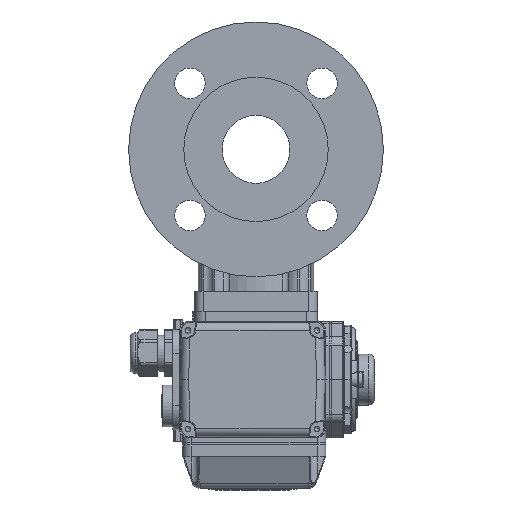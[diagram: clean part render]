
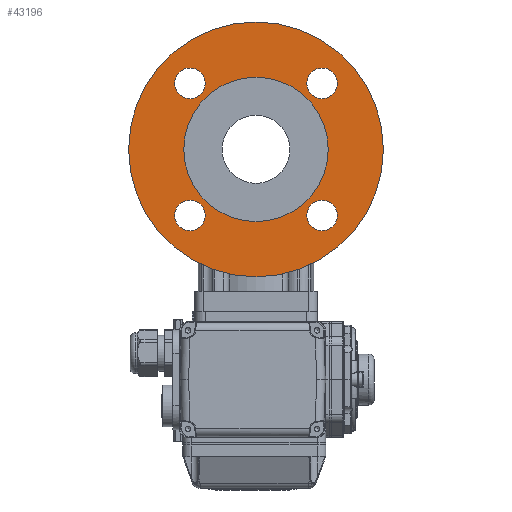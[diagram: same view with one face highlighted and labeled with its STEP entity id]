
A CAD part, front view. The second image highlights one B-rep face of the part: STEP entity #43196.
In plain terms, the highlighted planar face has unit normal (0, -1, 0).
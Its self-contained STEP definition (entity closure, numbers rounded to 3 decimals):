
#9289=CIRCLE('',#50042,75.);
#9306=CIRCLE('',#50061,42.5);
#9308=CIRCLE('',#50064,9.);
#9309=CIRCLE('',#50065,9.);
#9310=CIRCLE('',#50066,9.);
#9311=CIRCLE('',#50067,9.);
#10427=PLANE('',#50063);
#21812=ORIENTED_EDGE('',*,*,#28672,.F.);
#21813=ORIENTED_EDGE('',*,*,#28673,.F.);
#21814=ORIENTED_EDGE('',*,*,#28674,.F.);
#21815=ORIENTED_EDGE('',*,*,#28675,.F.);
#21816=ORIENTED_EDGE('',*,*,#28649,.T.);
#21817=ORIENTED_EDGE('',*,*,#28670,.T.);
#28649=EDGE_CURVE('',#32909,#32909,#9289,.T.);
#28670=EDGE_CURVE('',#32930,#32930,#9306,.T.);
#28672=EDGE_CURVE('',#32932,#32932,#9308,.T.);
#28673=EDGE_CURVE('',#32933,#32933,#9309,.T.);
#28674=EDGE_CURVE('',#32934,#32934,#9310,.T.);
#28675=EDGE_CURVE('',#32935,#32935,#9311,.T.);
#32909=VERTEX_POINT('',#85136);
#32930=VERTEX_POINT('',#85180);
#32932=VERTEX_POINT('',#85185);
#32933=VERTEX_POINT('',#85187);
#32934=VERTEX_POINT('',#85189);
#32935=VERTEX_POINT('',#85191);
#36552=EDGE_LOOP('',(#21812));
#36553=EDGE_LOOP('',(#21813));
#36554=EDGE_LOOP('',(#21814));
#36555=EDGE_LOOP('',(#21815));
#36556=EDGE_LOOP('',(#21816));
#36557=EDGE_LOOP('',(#21817));
#39610=FACE_BOUND('',#36552,.T.);
#39611=FACE_BOUND('',#36553,.T.);
#39612=FACE_BOUND('',#36554,.T.);
#39613=FACE_BOUND('',#36555,.T.);
#39614=FACE_BOUND('',#36556,.T.);
#39615=FACE_BOUND('',#36557,.T.);
#43196=ADVANCED_FACE('',(#39610,#39611,#39612,#39613,#39614,#39615),#10427,
 .T.);
#50042=AXIS2_PLACEMENT_3D('',#85135,#62087,#62088);
#50061=AXIS2_PLACEMENT_3D('',#85179,#62129,#62130);
#50063=AXIS2_PLACEMENT_3D('',#85183,#62133,#62134);
#50064=AXIS2_PLACEMENT_3D('',#85184,#62135,#62136);
#50065=AXIS2_PLACEMENT_3D('',#85186,#62137,#62138);
#50066=AXIS2_PLACEMENT_3D('',#85188,#62139,#62140);
#50067=AXIS2_PLACEMENT_3D('',#85190,#62141,#62142);
#62087=DIRECTION('',(0.,-1.,0.));
#62088=DIRECTION('',(1.,0.,0.));
#62129=DIRECTION('',(0.,1.,0.));
#62130=DIRECTION('',(1.,0.,0.));
#62133=DIRECTION('',(0.,-1.,0.));
#62134=DIRECTION('',(0.,0.,-1.));
#62135=DIRECTION('',(0.,-1.,0.));
#62136=DIRECTION('',(-1.,0.,0.));
#62137=DIRECTION('',(0.,-1.,0.));
#62138=DIRECTION('',(-1.,0.,0.));
#62139=DIRECTION('',(0.,-1.,0.));
#62140=DIRECTION('',(-1.,0.,0.));
#62141=DIRECTION('',(0.,-1.,0.));
#62142=DIRECTION('',(-1.,0.,0.));
#85135=CARTESIAN_POINT('',(0.,-68.,0.));
#85136=CARTESIAN_POINT('',(75.,-68.,0.));
#85179=CARTESIAN_POINT('',(0.,-68.,0.));
#85180=CARTESIAN_POINT('',(42.5,-68.,0.));
#85183=CARTESIAN_POINT('',(0.,-68.,0.));
#85184=CARTESIAN_POINT('',(38.891,-68.,38.891));
#85185=CARTESIAN_POINT('',(29.891,-68.,38.891));
#85186=CARTESIAN_POINT('',(-38.891,-68.,38.891));
#85187=CARTESIAN_POINT('',(-47.891,-68.,38.891));
#85188=CARTESIAN_POINT('',(-38.891,-68.,-38.891));
#85189=CARTESIAN_POINT('',(-47.891,-68.,-38.891));
#85190=CARTESIAN_POINT('',(38.891,-68.,-38.891));
#85191=CARTESIAN_POINT('',(29.891,-68.,-38.891));
